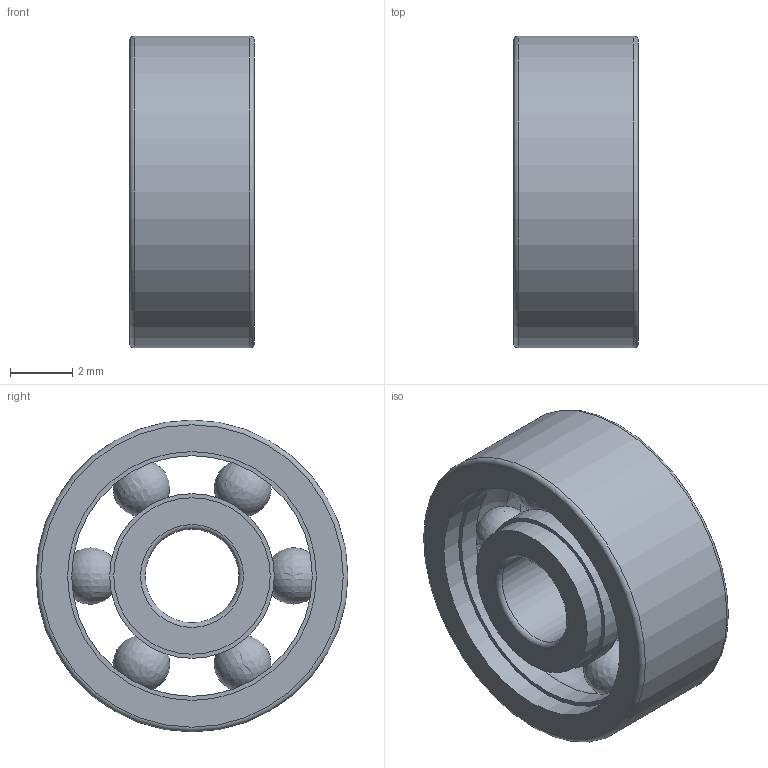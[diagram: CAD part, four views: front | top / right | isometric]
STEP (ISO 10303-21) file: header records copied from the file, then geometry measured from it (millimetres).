
FILE_DESCRIPTION(/* description */ ('Rolling bearings - Deep groove ball bearings whit seals - Boundary dimensions'),/* implementation_level */ '2;1');
FILE_NAME(/* name */ 'Bearing 623-2Z GB_T 276-94.step',/* time_stamp */ '2025-04-03T01:46:03+02:00',/* author */ ('rocke'),/* organization */ (''),/* preprocessor_version */ 'ST-DEVELOPER v18.1',/* originating_system */ 'Autodesk Inventor 2021',/* authorisation */ '');
FILE_SCHEMA (('AUTOMOTIVE_DESIGN { 1 0 10303 214 3 1 1 }'));
Length unit declared in the file: millimetre
Products named in the file (1): Bearing 623-2Z GB/T 276-94
Bounding box: 4 x 10 x 10 mm (x, y, z)
Volume: 186.2 mm3; surface area: 484.1 mm2
Topology: 8 solids, 8 shells, 40 faces, 112 edges, 80 vertices
Faces by surface type: torus 16, cylinder 10, plane 8, sphere 6
Full cylindrical faces by diameter (mm): 3 x1, 5.018 x2, 5.282 x2, 7.718 x2, 7.982 x2, 10 x1
Entity records: 1524 total; most frequent: DIRECTION 296, CARTESIAN_POINT 257, ORIENTED_EDGE 224, AXIS2_PLACEMENT_3D 143, EDGE_CURVE 112, VERTEX_POINT 104, CIRCLE 102, EDGE_LOOP 60
